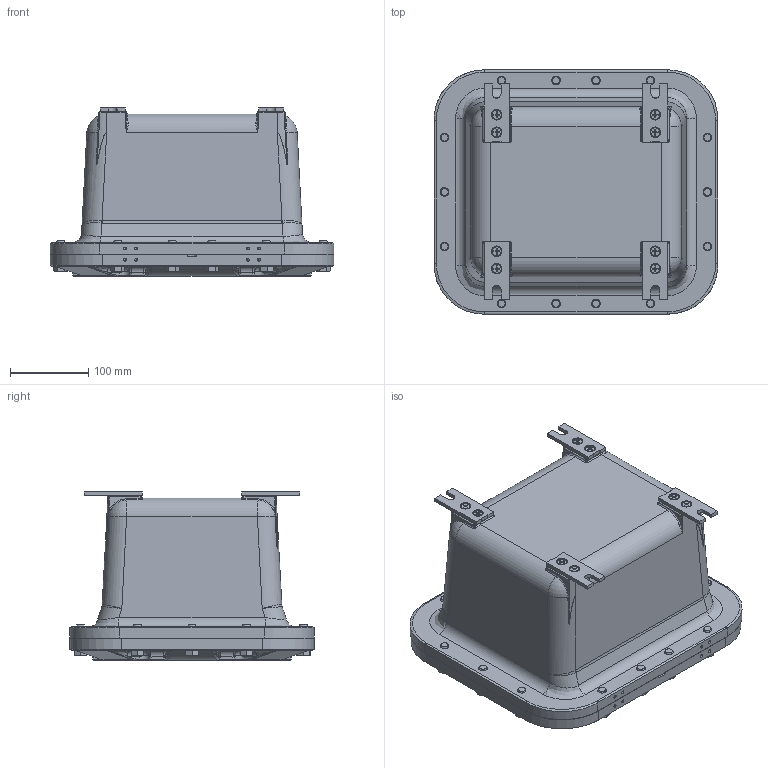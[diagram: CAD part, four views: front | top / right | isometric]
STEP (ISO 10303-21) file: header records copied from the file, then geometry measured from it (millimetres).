
FILE_DESCRIPTION(/* description */ (''),/* implementation_level */ '2;1');
FILE_NAME(/* name */ 'KIL_EXB-8106 N34.stp',/* time_stamp */ '2017-11-21T14:32:53+05:00',/* author */ ('ypadmaraja'),/* organization */ (''),/* preprocessor_version */ 'ST-DEVELOPER v16.13',/* originating_system */ 'Autodesk Inventor 2018',/* authorisation */ '');
FILE_SCHEMA (('AUTOMOTIVE_DESIGN { 1 0 10303 214 3 1 1 }'));
Products named in the file (8): EXB-8106 N34; 0240938M; 15682; ANSI B18.6.3 - No. 8 - 32 - 3/8; ANSI B18.2.1 - 7/16-14 UNC - 1.25; 15688; ANSI B18.6.3 - 1/4-20 x 3/8; 14729-gasket-01
Assembly tree (30 placements, depth 2):
  EXB-8106 N34
    0240938M
    15682
    ANSI B18.6.3 - No. 8 - 32 - 3/8
    ANSI B18.2.1 - 7/16-14 UNC - 1.25  x14
    15688  x4
    ANSI B18.6.3 - 1/4-20 x 3/8  x8
    14729-gasket-01
Bounding box: 363.54 x 312.74 x 215.66 mm (x, y, z)
Volume: 6645682.2 mm3; surface area: 860322.5 mm2
Topology: 30 solids, 31 shells, 1931 faces, 4791 edges, 2983 vertices
Faces by surface type: plane 735, bspline 507, cylinder 357, cone 201, torus 82, sphere 49
Full cylindrical faces by diameter (mm): 3.797 x8, 3.962 x4, 4.166 x1, 4.978 x8, 6.35 x12, 7.144 x8, 7.798 x4, 9.144 x14, 11.112 x14, 11.481 x8, 11.906 x14, 13.494 x8, 14.287 x14
Entity records: 51172 total; most frequent: CARTESIAN_POINT 18719, ORIENTED_EDGE 6834, DIRECTION 5313, EDGE_CURVE 3417, VERTEX_POINT 2204, AXIS2_PLACEMENT_3D 1809, LINE 1695, VECTOR 1695
